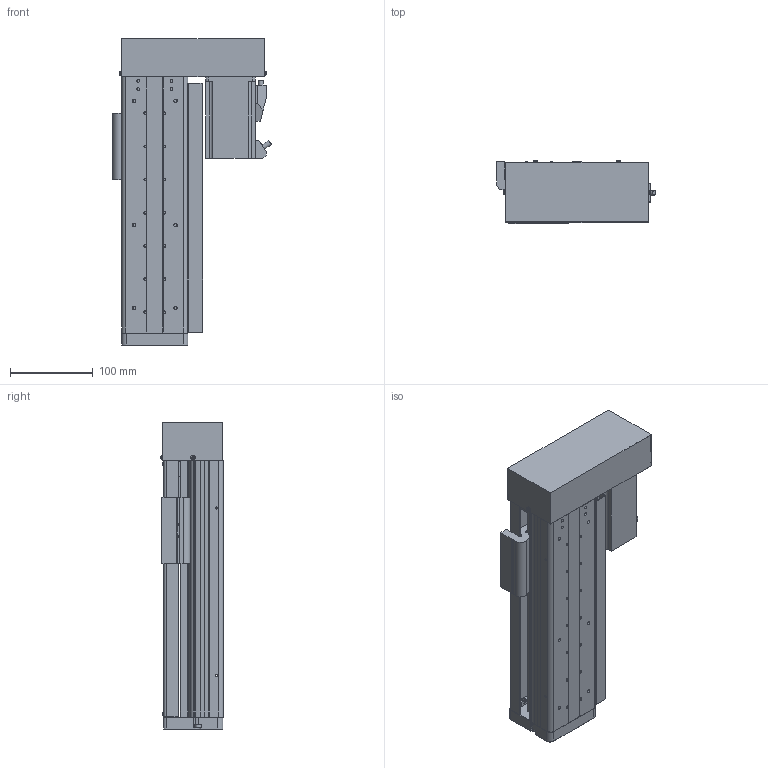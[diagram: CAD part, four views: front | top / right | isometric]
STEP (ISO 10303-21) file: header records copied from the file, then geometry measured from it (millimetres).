
FILE_DESCRIPTION(/* description */ (''),/* implementation_level */ '2;1');
FILE_NAME(/* name */ 'aaa.stp',/* time_stamp */ '2020-09-30T10:18:23+08:00',/* author */ (''),/* organization */ (''),/* preprocessor_version */ 'ST-DEVELOPER v16',/* originating_system */ 'SIEMENS PLM Software NX 10.0',/* authorisation */ '');
FILE_SCHEMA (('AUTOMOTIVE_DESIGN { 1 0 10303 214 3 1 1 1 }'));
Length unit declared in the file: millimetre
Products named in the file (1): DELL33F000D1g8th
Bounding box: 191.65 x 75.47 x 370 mm (x, y, z)
Surface area: 286627.7 mm2 (no closed solid volume)
Topology: 0 solids, 70 shells, 637 faces, 2680 edges, 2094 vertices
Faces by surface type: plane 298, cylinder 274, cone 28, sphere 24, bspline 7, torus 6
Full cylindrical faces by diameter (mm): 2.5 x6, 3 x2, 3.3 x18, 4.2 x10, 4.5 x4, 5 x2, 5.5 x2, 5.6 x24, 6 x4, 7 x2, 8 x2
Entity records: 31468 total; most frequent: CARTESIAN_POINT 10164, DIRECTION 4076, ORIENTED_EDGE 3640, EDGE_CURVE 2557, VERTEX_POINT 2069, AXIS2_PLACEMENT_3D 1406, LINE 1264, VECTOR 1264
